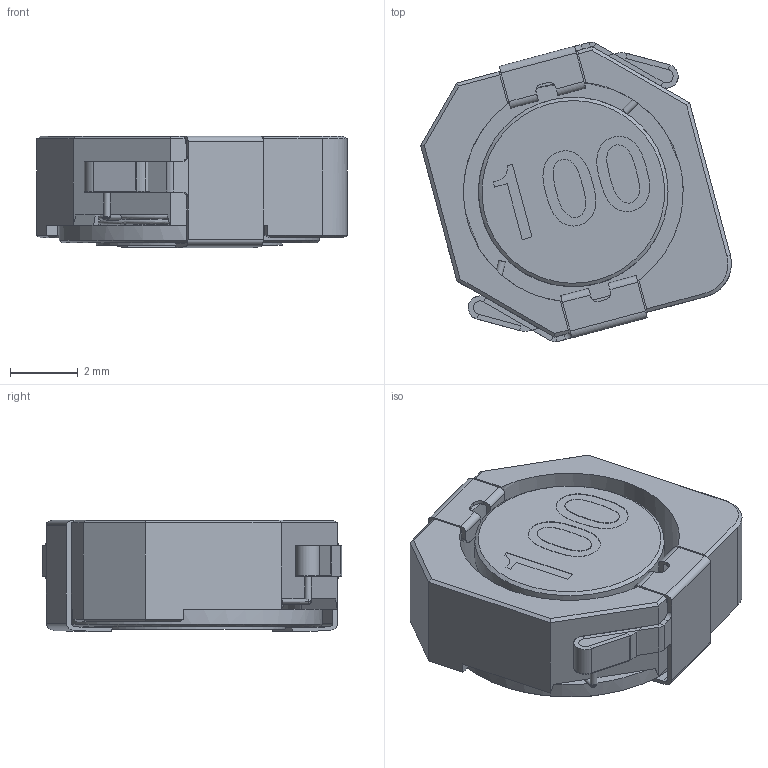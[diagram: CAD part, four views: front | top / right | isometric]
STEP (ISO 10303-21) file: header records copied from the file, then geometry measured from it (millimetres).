
FILE_DESCRIPTION( ('This file contains a STEP AP42 implementation' ,'as created by ZW3D STEP Interface translator.') ,'2;1' );
FILE_NAME( 'CU8043-L(100).stp' ,'14 925.101810', (''), ('ZWCAD Software Co.'), 'Version 1.0', 'ZW3D to STEP translator', '' );
FILE_SCHEMA( ('CONFIG_CONTROL_DESIGN') );
Length unit declared in the file: millimetre
Products named in the file (1): 0
Bounding box: 9.18 x 8.86 x 3.29 mm (x, y, z)
Volume: 132.8 mm3; surface area: 546.6 mm2
Topology: 13 solids, 13 shells, 266 faces, 647 edges, 413 vertices
Faces by surface type: bspline 266
Entity records: 57735 total; most frequent: CARTESIAN_POINT 53853, ORIENTED_EDGE 1294, EDGE_CURVE 647, B_SPLINE_CURVE_WITH_KNOTS 484, VERTEX_POINT 413, EDGE_LOOP 274, FACE_OUTER_BOUND 266, ADVANCED_FACE 266
